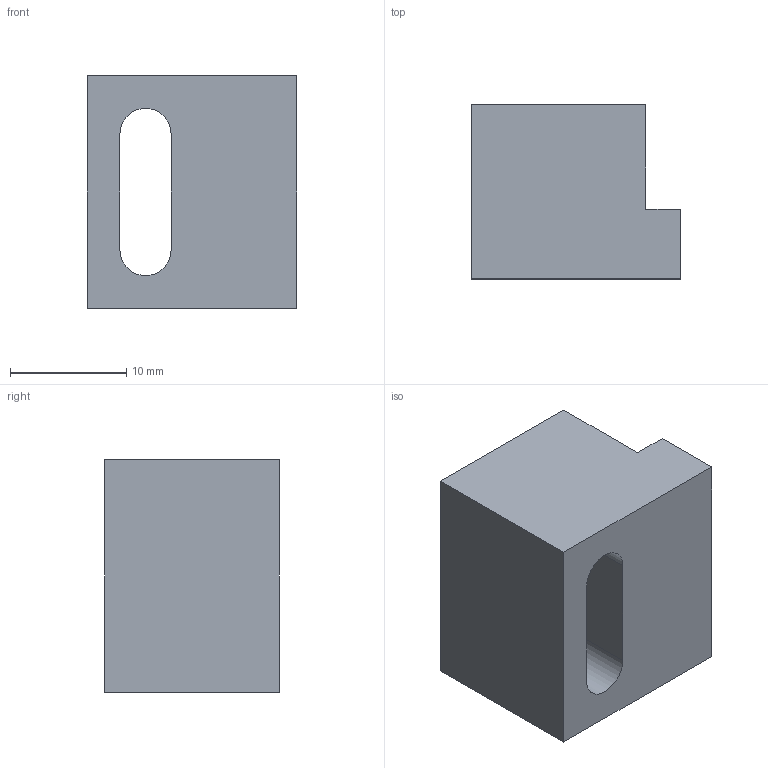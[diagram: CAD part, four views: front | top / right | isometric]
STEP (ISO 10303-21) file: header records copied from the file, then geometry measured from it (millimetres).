
FILE_DESCRIPTION(/* description */ (''),/* implementation_level */ '2;1');
FILE_NAME(/* name */ 'MC-bracket-A.step',/* time_stamp */ '2021-07-10T15:11:42+02:00',/* author */ (''),/* organization */ (''),/* preprocessor_version */ 'ST-DEVELOPER v18.1',/* originating_system */ 'Autodesk Translation Framework v10.9.0.1377',/* authorisation */ '');
FILE_SCHEMA (('AUTOMOTIVE_DESIGN { 1 0 10303 214 3 1 1 }'));
Length unit declared in the file: millimetre
Products named in the file (2): kühlkörper-v3-microchip; Komponente1
Assembly tree (1 placements, depth 2):
  kühlkörper-v3-microchip
    Komponente1
Bounding box: 18 x 15 x 20 mm (x, y, z)
Volume: 3971.9 mm3; surface area: 2194.9 mm2
Topology: 1 solids, 1 shells, 12 faces, 30 edges, 20 vertices
Faces by surface type: plane 10, cylinder 2
Entity records: 429 total; most frequent: CARTESIAN_POINT 65, DIRECTION 64, ORIENTED_EDGE 60, EDGE_CURVE 30, LINE 26, VECTOR 26, VERTEX_POINT 20, AXIS2_PLACEMENT_3D 19
